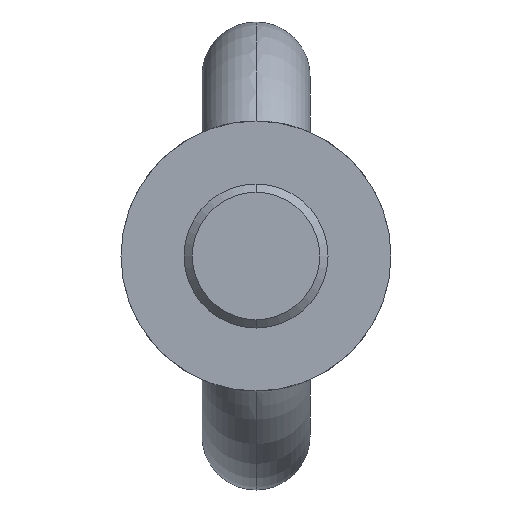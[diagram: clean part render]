
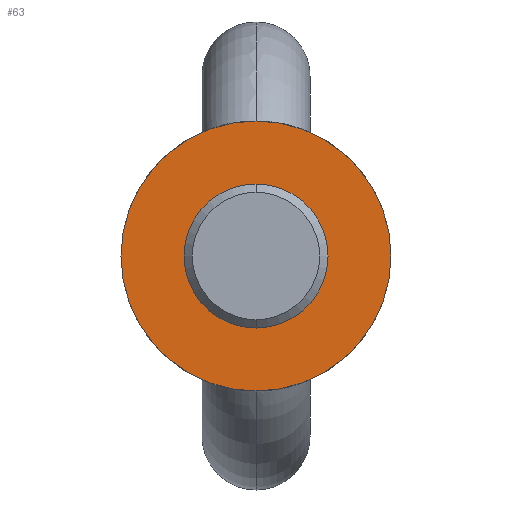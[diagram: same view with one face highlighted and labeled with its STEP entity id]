
A CAD part, front view. The second image highlights one B-rep face of the part: STEP entity #63.
In plain terms, the highlighted planar face has unit normal (0, -1, 0).
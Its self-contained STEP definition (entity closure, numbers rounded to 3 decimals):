
#63=ADVANCED_FACE('',(#99,#100),#101,.T.);
#99=FACE_OUTER_BOUND('',#136,.T.);
#100=FACE_BOUND('',#137,.T.);
#101=PLANE('',#138);
#136=EDGE_LOOP('',(#264,#265));
#137=EDGE_LOOP('',(#266,#267));
#138=AXIS2_PLACEMENT_3D('',#268,#269,#270);
#264=ORIENTED_EDGE('',*,*,#286,.T.);
#265=ORIENTED_EDGE('',*,*,#309,.T.);
#266=ORIENTED_EDGE('',*,*,#288,.F.);
#267=ORIENTED_EDGE('',*,*,#308,.F.);
#268=CARTESIAN_POINT('',(0.0,0.0,44.16));
#269=DIRECTION('',(0.0,-1.0,0.0));
#270=DIRECTION('',(0.0,0.0,-1.0));
#286=EDGE_CURVE('',#328,#335,#337,.T.);
#288=EDGE_CURVE('',#338,#341,#342,.T.);
#308=EDGE_CURVE('',#341,#338,#369,.T.);
#309=EDGE_CURVE('',#335,#328,#370,.T.);
#328=VERTEX_POINT('',#557);
#335=VERTEX_POINT('',#673);
#337=CIRCLE('',#676,60.0);
#338=VERTEX_POINT('',#677);
#341=VERTEX_POINT('',#681);
#342=CIRCLE('',#682,28.32);
#369=CIRCLE('',#776,28.32);
#370=CIRCLE('',#777,60.0);
#557=CARTESIAN_POINT('',(0.0,0.0,60.0));
#673=CARTESIAN_POINT('',(0.,0.0,-60.0));
#676=AXIS2_PLACEMENT_3D('',#804,#805,#806);
#677=CARTESIAN_POINT('',(0.0,0.0,28.32));
#681=CARTESIAN_POINT('',(0.,0.0,-28.32));
#682=AXIS2_PLACEMENT_3D('',#808,#809,#810);
#776=AXIS2_PLACEMENT_3D('',#851,#852,#853);
#777=AXIS2_PLACEMENT_3D('',#854,#855,#856);
#804=CARTESIAN_POINT('',(0.0,0.0,0.0));
#805=DIRECTION('',(0.0,-1.0,0.0));
#806=DIRECTION('',(0.0,0.0,1.0));
#808=CARTESIAN_POINT('',(0.0,0.0,0.0));
#809=DIRECTION('',(0.0,-1.0,0.0));
#810=DIRECTION('',(0.0,0.0,1.0));
#851=CARTESIAN_POINT('',(0.0,0.0,0.0));
#852=DIRECTION('',(0.0,-1.0,0.0));
#853=DIRECTION('',(0.0,0.0,1.0));
#854=CARTESIAN_POINT('',(0.0,0.0,0.0));
#855=DIRECTION('',(0.0,-1.0,0.0));
#856=DIRECTION('',(0.0,0.0,1.0));
